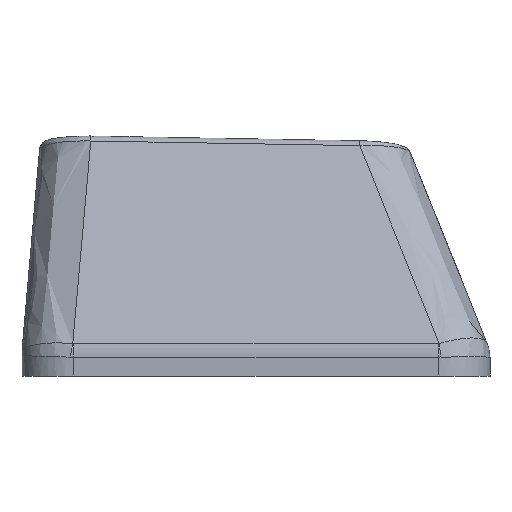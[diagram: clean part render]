
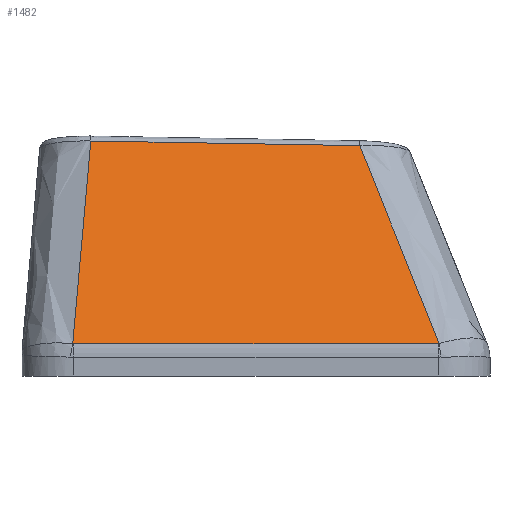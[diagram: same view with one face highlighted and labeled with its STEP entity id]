
A CAD part, left-side view. The second image highlights one B-rep face of the part: STEP entity #1482.
In plain terms, the highlighted free-form (B-spline) face has degree [3, 3] with [4, 4] control points.
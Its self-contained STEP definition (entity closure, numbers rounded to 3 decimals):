
#98=B_SPLINE_SURFACE_WITH_KNOTS('',3,3,((#2854,#2855,#2856,#2857),(#2858,
#2859,#2860,#2861),(#2862,#2863,#2864,#2865),(#2866,#2867,#2868,#2869)),
 .UNSPECIFIED.,.F.,.F.,.F.,(4,4),(4,4),(0.104,0.892),
(0.028,0.97),.UNSPECIFIED.);
#161=FACE_OUTER_BOUND('',#245,.T.);
#245=EDGE_LOOP('',(#1149,#1150,#1151,#1152,#1153,#1154));
#488=B_SPLINE_CURVE_WITH_KNOTS('',3,(#2556,#2557,#2558,#2559),
 .UNSPECIFIED.,.F.,.F.,(4,4),(0.,0.003),
 .UNSPECIFIED.);
#490=B_SPLINE_CURVE_WITH_KNOTS('',3,(#2583,#2584,#2585,#2586),
 .UNSPECIFIED.,.F.,.F.,(4,4),(0.,1.416),.UNSPECIFIED.);
#492=B_SPLINE_CURVE_WITH_KNOTS('',3,(#2610,#2611,#2612,#2613),
 .UNSPECIFIED.,.F.,.F.,(4,4),(0.,0.003),
 .UNSPECIFIED.);
#507=B_SPLINE_CURVE_WITH_KNOTS('',3,(#2871,#2872,#2873,#2874),
 .UNSPECIFIED.,.F.,.F.,(4,4),(0.027,0.904),
 .UNSPECIFIED.);
#508=B_SPLINE_CURVE_WITH_KNOTS('',3,(#2876,#2877,#2878,#2879),
 .UNSPECIFIED.,.F.,.F.,(4,4),(-1.044,0.),
 .UNSPECIFIED.);
#509=B_SPLINE_CURVE_WITH_KNOTS('',3,(#2880,#2881,#2882,#2883),
 .UNSPECIFIED.,.F.,.F.,(4,4),(-0.867,-0.025),
 .UNSPECIFIED.);
#637=VERTEX_POINT('',#2518);
#639=VERTEX_POINT('',#2549);
#641=VERTEX_POINT('',#2576);
#643=VERTEX_POINT('',#2603);
#659=VERTEX_POINT('',#2870);
#660=VERTEX_POINT('',#2875);
#814=EDGE_CURVE('',#637,#639,#488,.T.);
#817=EDGE_CURVE('',#639,#641,#490,.T.);
#820=EDGE_CURVE('',#641,#643,#492,.T.);
#844=EDGE_CURVE('',#659,#637,#507,.T.);
#845=EDGE_CURVE('',#660,#659,#508,.T.);
#846=EDGE_CURVE('',#643,#660,#509,.T.);
#1149=ORIENTED_EDGE('',*,*,#820,.F.);
#1150=ORIENTED_EDGE('',*,*,#817,.F.);
#1151=ORIENTED_EDGE('',*,*,#814,.F.);
#1152=ORIENTED_EDGE('',*,*,#844,.F.);
#1153=ORIENTED_EDGE('',*,*,#845,.F.);
#1154=ORIENTED_EDGE('',*,*,#846,.F.);
#1482=ADVANCED_FACE('',(#161),#98,.T.);
#2518=CARTESIAN_POINT('',(-8.981,-7.107,0.26));
#2549=CARTESIAN_POINT('',(-8.982,-7.081,0.258));
#2556=CARTESIAN_POINT('Ctrl Pts',(-8.981,-7.107,0.26));
#2557=CARTESIAN_POINT('Ctrl Pts',(-8.982,-7.098,0.259));
#2558=CARTESIAN_POINT('Ctrl Pts',(-8.982,-7.089,0.258));
#2559=CARTESIAN_POINT('Ctrl Pts',(-8.982,-7.081,0.258));
#2576=CARTESIAN_POINT('',(-8.986,7.08,0.253));
#2583=CARTESIAN_POINT('Ctrl Pts',(-8.982,-7.081,0.258));
#2584=CARTESIAN_POINT('Ctrl Pts',(-8.984,-2.36,0.256));
#2585=CARTESIAN_POINT('Ctrl Pts',(-8.985,2.36,0.255));
#2586=CARTESIAN_POINT('Ctrl Pts',(-8.986,7.08,0.253));
#2603=CARTESIAN_POINT('',(-8.985,7.111,0.256));
#2610=CARTESIAN_POINT('Ctrl Pts',(-8.986,7.08,0.253));
#2611=CARTESIAN_POINT('Ctrl Pts',(-8.986,7.091,0.253));
#2612=CARTESIAN_POINT('Ctrl Pts',(-8.986,7.101,0.254));
#2613=CARTESIAN_POINT('Ctrl Pts',(-8.985,7.111,0.256));
#2854=CARTESIAN_POINT('Ctrl Pts',(-6.056,-4.415,7.937));
#2855=CARTESIAN_POINT('Ctrl Pts',(-7.033,-5.314,5.374));
#2856=CARTESIAN_POINT('Ctrl Pts',(-8.01,-6.213,2.811));
#2857=CARTESIAN_POINT('Ctrl Pts',(-8.986,-7.111,0.247));
#2858=CARTESIAN_POINT('Ctrl Pts',(-6.056,-0.667,8.));
#2859=CARTESIAN_POINT('Ctrl Pts',(-7.033,-1.235,5.417));
#2860=CARTESIAN_POINT('Ctrl Pts',(-8.01,-1.803,2.833));
#2861=CARTESIAN_POINT('Ctrl Pts',(-8.986,-2.37,0.249));
#2862=CARTESIAN_POINT('Ctrl Pts',(-6.056,3.08,8.063));
#2863=CARTESIAN_POINT('Ctrl Pts',(-7.033,2.844,5.459));
#2864=CARTESIAN_POINT('Ctrl Pts',(-8.01,2.607,2.855));
#2865=CARTESIAN_POINT('Ctrl Pts',(-8.986,2.37,0.251));
#2866=CARTESIAN_POINT('Ctrl Pts',(-6.056,6.828,8.126));
#2867=CARTESIAN_POINT('Ctrl Pts',(-7.033,6.923,5.502));
#2868=CARTESIAN_POINT('Ctrl Pts',(-8.01,7.017,2.878));
#2869=CARTESIAN_POINT('Ctrl Pts',(-8.986,7.111,0.253));
#2870=CARTESIAN_POINT('',(-6.058,-4.026,7.94));
#2871=CARTESIAN_POINT('Ctrl Pts',(-6.058,-4.026,7.94));
#2872=CARTESIAN_POINT('Ctrl Pts',(-7.031,-5.052,5.38));
#2873=CARTESIAN_POINT('Ctrl Pts',(-8.006,-6.079,2.82));
#2874=CARTESIAN_POINT('Ctrl Pts',(-8.981,-7.107,0.26));
#2875=CARTESIAN_POINT('',(-6.056,6.412,8.119));
#2876=CARTESIAN_POINT('Ctrl Pts',(-6.056,6.412,8.119));
#2877=CARTESIAN_POINT('Ctrl Pts',(-6.057,2.933,8.06));
#2878=CARTESIAN_POINT('Ctrl Pts',(-6.057,-0.547,8.));
#2879=CARTESIAN_POINT('Ctrl Pts',(-6.058,-4.026,7.94));
#2880=CARTESIAN_POINT('Ctrl Pts',(-8.985,7.111,0.256));
#2881=CARTESIAN_POINT('Ctrl Pts',(-8.01,6.879,2.877));
#2882=CARTESIAN_POINT('Ctrl Pts',(-7.034,6.646,5.498));
#2883=CARTESIAN_POINT('Ctrl Pts',(-6.056,6.412,8.119));
